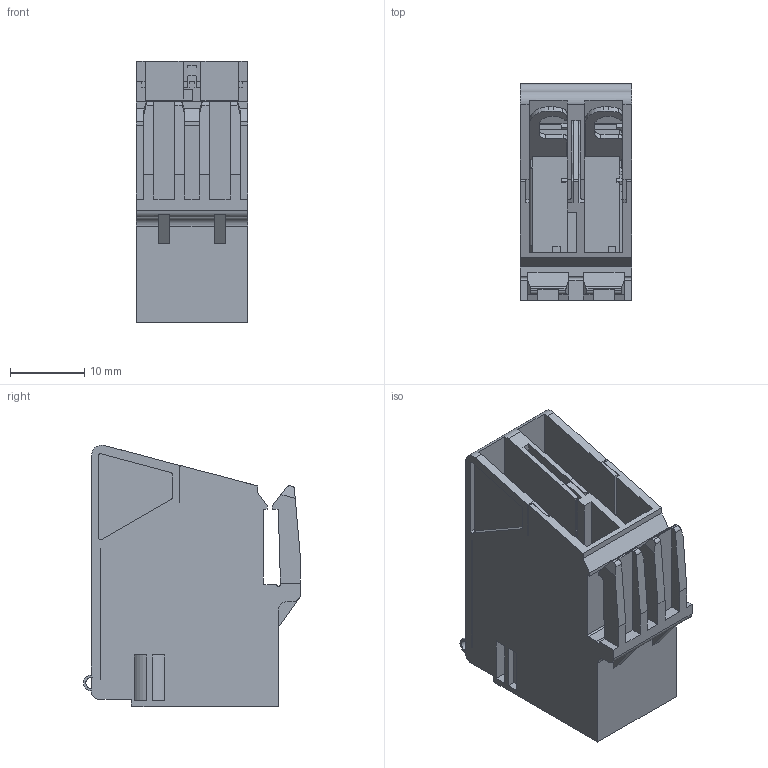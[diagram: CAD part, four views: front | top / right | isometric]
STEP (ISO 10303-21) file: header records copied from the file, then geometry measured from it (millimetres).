
FILE_DESCRIPTION((''),'2;1');
FILE_NAME('TSCK','2020-04-29T',('Administrator'),(''),'PRO/ENGINEER BY PARAMETRIC TECHNOLOGY CORPORATION, 2010280','PRO/ENGINEER BY PARAMETRIC TECHNOLOGY CORPORATION, 2010280','');
FILE_SCHEMA(('CONFIG_CONTROL_DESIGN','SHAPE_APPEARANCE_LAYERS_GROUPS'));
Length unit declared in the file: millimetre
Products named in the file (1): TSCK
Bounding box: 15 x 29.27 x 35.3 mm (x, y, z)
Volume: 7328.3 mm3; surface area: 9918.3 mm2
Topology: 1 solids, 4 shells, 531 faces, 1534 edges, 998 vertices
Faces by surface type: plane 437, cylinder 82, cone 8, torus 4
Entity records: 20391 total; most frequent: CARTESIAN_POINT 3248, ORIENTED_EDGE 3068, DIRECTION 2738, EDGE_CURVE 1534, VECTOR 1324, LINE 1324, VERTEX_POINT 998, AXIS2_PLACEMENT_3D 707
